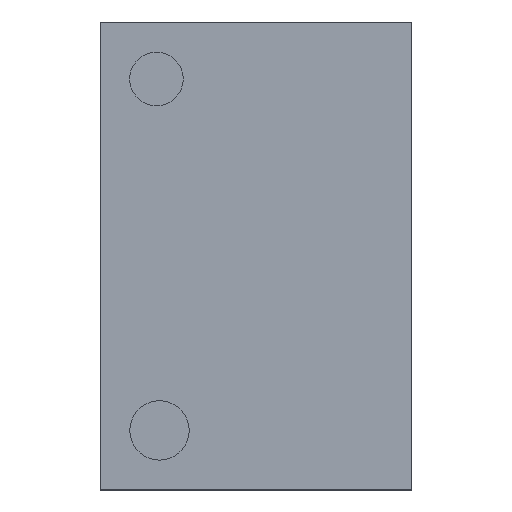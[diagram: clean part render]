
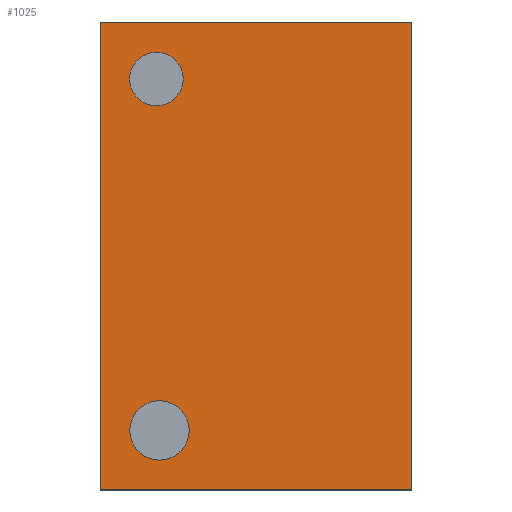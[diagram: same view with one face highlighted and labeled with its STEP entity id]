
A CAD part, top view. The second image highlights one B-rep face of the part: STEP entity #1025.
In plain terms, the highlighted planar face has unit normal (0, 0, 1).
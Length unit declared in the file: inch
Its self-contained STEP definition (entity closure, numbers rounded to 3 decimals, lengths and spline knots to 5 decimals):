
#31=LINE('',#1494,#145);
#32=LINE('',#1496,#146);
#33=LINE('',#1498,#147);
#34=LINE('',#1499,#148);
#145=VECTOR('',#1216,0.3937);
#146=VECTOR('',#1217,0.3937);
#147=VECTOR('',#1218,0.3937);
#148=VECTOR('',#1219,0.3937);
#249=PLANE('',#1106);
#292=FACE_BOUND('',#373,.T.);
#293=FACE_BOUND('',#374,.T.);
#312=FACE_OUTER_BOUND('',#372,.T.);
#372=EDGE_LOOP('',(#707,#708,#709,#710));
#373=EDGE_LOOP('',(#711));
#374=EDGE_LOOP('',(#712));
#436=CIRCLE('',#1098,0.0075);
#437=CIRCLE('',#1107,0.00676);
#456=VERTEX_POINT('',#1453);
#469=VERTEX_POINT('',#1492);
#470=VERTEX_POINT('',#1493);
#471=VERTEX_POINT('',#1495);
#472=VERTEX_POINT('',#1497);
#473=VERTEX_POINT('',#1500);
#546=EDGE_CURVE('',#456,#456,#436,.T.);
#564=EDGE_CURVE('',#469,#470,#31,.T.);
#565=EDGE_CURVE('',#470,#471,#32,.T.);
#566=EDGE_CURVE('',#471,#472,#33,.T.);
#567=EDGE_CURVE('',#472,#469,#34,.T.);
#568=EDGE_CURVE('',#473,#473,#437,.T.);
#707=ORIENTED_EDGE('',*,*,#564,.T.);
#708=ORIENTED_EDGE('',*,*,#565,.T.);
#709=ORIENTED_EDGE('',*,*,#566,.T.);
#710=ORIENTED_EDGE('',*,*,#567,.T.);
#711=ORIENTED_EDGE('',*,*,#546,.T.);
#712=ORIENTED_EDGE('',*,*,#568,.T.);
#1025=ADVANCED_FACE('',(#312,#292,#293),#249,.T.);
#1098=AXIS2_PLACEMENT_3D('',#1454,#1181,#1182);
#1106=AXIS2_PLACEMENT_3D('',#1491,#1214,#1215);
#1107=AXIS2_PLACEMENT_3D('',#1501,#1220,#1221);
#1181=DIRECTION('center_axis',(0.,0.,-1.));
#1182=DIRECTION('ref_axis',(-1.,0.,0.));
#1214=DIRECTION('center_axis',(0.,0.,1.));
#1215=DIRECTION('ref_axis',(1.,0.,0.));
#1216=DIRECTION('',(-1.,0.,0.));
#1217=DIRECTION('',(0.,-1.,0.));
#1218=DIRECTION('',(1.,0.,0.));
#1219=DIRECTION('',(0.,1.,0.));
#1220=DIRECTION('center_axis',(0.,0.,-1.));
#1221=DIRECTION('ref_axis',(-1.,0.,0.));
#1453=CARTESIAN_POINT('',(-0.01687,-0.04406,0.02953));
#1454=CARTESIAN_POINT('Origin',(-0.02437,-0.04406,
0.02953));
#1491=CARTESIAN_POINT('Origin',(0.,0.,0.02953));
#1492=CARTESIAN_POINT('',(0.03937,0.05906,0.02953));
#1493=CARTESIAN_POINT('',(-0.03937,0.05906,0.02953));
#1494=CARTESIAN_POINT('',(-0.03937,0.05906,0.02953));
#1495=CARTESIAN_POINT('',(-0.03937,-0.05906,0.02953));
#1496=CARTESIAN_POINT('',(-0.03937,-0.05906,0.02953));
#1497=CARTESIAN_POINT('',(0.03937,-0.05906,0.02953));
#1498=CARTESIAN_POINT('',(0.03937,-0.05906,0.02953));
#1499=CARTESIAN_POINT('',(0.03937,0.05906,0.02953));
#1500=CARTESIAN_POINT('',(-0.01837,0.04468,0.02953));
#1501=CARTESIAN_POINT('Origin',(-0.02513,0.04468,
0.02953));
